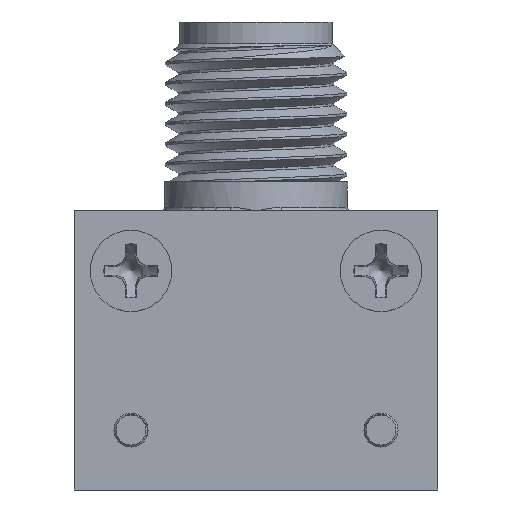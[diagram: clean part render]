
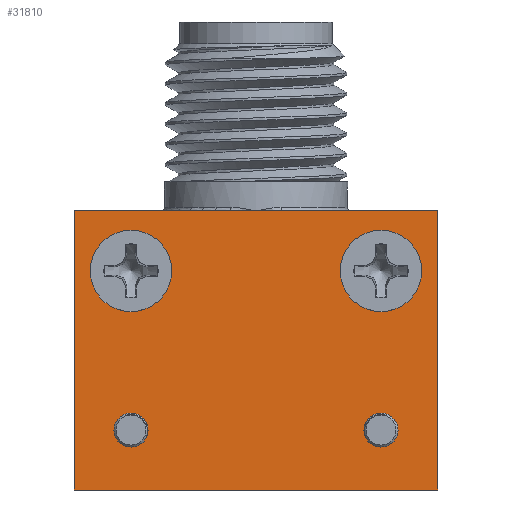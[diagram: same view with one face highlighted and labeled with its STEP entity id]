
A CAD part, front view. The second image highlights one B-rep face of the part: STEP entity #31810.
In plain terms, the highlighted planar face has unit normal (0, -1, 0).
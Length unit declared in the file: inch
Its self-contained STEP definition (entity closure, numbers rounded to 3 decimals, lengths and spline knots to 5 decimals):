
#65 = AXIS2_PLACEMENT_3D ( 'NONE', #22618, #30453, #28010 ) ;
#1420 = FACE_BOUND ( 'NONE', #10472, .T. ) ;
#2844 = AXIS2_PLACEMENT_3D ( 'NONE', #26261, #8899, #23949 ) ;
#3170 = EDGE_LOOP ( 'NONE', ( #19766 ) ) ;
#3181 = VECTOR ( 'NONE', #6283, 39.37008 ) ;
#3692 = VERTEX_POINT ( 'NONE', #22345 ) ;
#4052 = DIRECTION ( 'NONE',  ( 0., 1., 0. ) ) ;
#4260 = CARTESIAN_POINT ( 'NONE',  ( -0.172, -0.188, -0.53805 ) ) ;
#4363 = CARTESIAN_POINT ( 'NONE',  ( 0.172, -0.188, -0.53805 ) ) ;
#4578 = FACE_OUTER_BOUND ( 'NONE', #8761, .T. ) ;
#5047 = CIRCLE ( 'NONE', #22636, 0.056 ) ;
#6161 = DIRECTION ( 'NONE',  ( -1., 0., 0. ) ) ;
#6200 = CARTESIAN_POINT ( 'NONE',  ( 0.25, -0.188, -0.26 ) ) ;
#6283 = DIRECTION ( 'NONE',  ( 0., 0., 1. ) ) ;
#6357 = DIRECTION ( 'NONE',  ( -1., 0., 0. ) ) ;
#7661 = CARTESIAN_POINT ( 'NONE',  ( -0.25, -0.188, -0.26 ) ) ;
#7696 = EDGE_LOOP ( 'NONE', ( #25733 ) ) ;
#8026 = EDGE_CURVE ( 'NONE', #18650, #18540, #31136, .T. ) ;
#8167 = FACE_BOUND ( 'NONE', #3170, .T. ) ;
#8369 = DIRECTION ( 'NONE',  ( 0., 1., 0. ) ) ;
#8509 = VECTOR ( 'NONE', #6161, 39.37008 ) ;
#8761 = EDGE_LOOP ( 'NONE', ( #16334, #12307, #19771, #27295 ) ) ;
#8899 = DIRECTION ( 'NONE',  ( 0., 1., 0. ) ) ;
#9261 = CIRCLE ( 'NONE', #65, 0.056 ) ;
#9641 = EDGE_CURVE ( 'NONE', #16368, #18650, #21946, .T. ) ;
#10472 = EDGE_LOOP ( 'NONE', ( #26708 ) ) ;
#11286 = CARTESIAN_POINT ( 'NONE',  ( 0.25, -0.188, -0.644 ) ) ;
#11642 = ORIENTED_EDGE ( 'NONE', *, *, #21578, .T. ) ;
#11652 = CIRCLE ( 'NONE', #24568, 0.02345 ) ;
#11711 = VERTEX_POINT ( 'NONE', #4363 ) ;
#11754 = CARTESIAN_POINT ( 'NONE',  ( 0.172, -0.188, -0.5615 ) ) ;
#12307 = ORIENTED_EDGE ( 'NONE', *, *, #15402, .F. ) ;
#12886 = LINE ( 'NONE', #11286, #8509 ) ;
#13675 = EDGE_CURVE ( 'NONE', #3692, #3692, #5047, .T. ) ;
#14512 = EDGE_CURVE ( 'NONE', #20552, #18540, #29243, .T. ) ;
#15340 = AXIS2_PLACEMENT_3D ( 'NONE', #19075, #31270, #16189 ) ;
#15402 = EDGE_CURVE ( 'NONE', #16368, #20552, #12886, .T. ) ;
#15865 = DIRECTION ( 'NONE',  ( 0., 0., 1. ) ) ;
#16189 = DIRECTION ( 'NONE',  ( 0., 0., 1. ) ) ;
#16334 = ORIENTED_EDGE ( 'NONE', *, *, #14512, .F. ) ;
#16368 = VERTEX_POINT ( 'NONE', #24009 ) ;
#17687 = VERTEX_POINT ( 'NONE', #22453 ) ;
#17859 = DIRECTION ( 'NONE',  ( 0., 0., 1. ) ) ;
#18197 = FACE_BOUND ( 'NONE', #7696, .T. ) ;
#18281 = EDGE_CURVE ( 'NONE', #17687, #17687, #9261, .T. ) ;
#18540 = VERTEX_POINT ( 'NONE', #26243 ) ;
#18650 = VERTEX_POINT ( 'NONE', #6200 ) ;
#18882 = CARTESIAN_POINT ( 'NONE',  ( 0.25, -0.188, -0.26 ) ) ;
#19030 = CARTESIAN_POINT ( 'NONE',  ( 0.25, -0.188, -0.26 ) ) ;
#19075 = CARTESIAN_POINT ( 'NONE',  ( -0.172, -0.188, -0.5615 ) ) ;
#19766 = ORIENTED_EDGE ( 'NONE', *, *, #13675, .T. ) ;
#19771 = ORIENTED_EDGE ( 'NONE', *, *, #9641, .T. ) ;
#20552 = VERTEX_POINT ( 'NONE', #32869 ) ;
#21106 = CARTESIAN_POINT ( 'NONE',  ( -0.172, -0.188, -0.3425 ) ) ;
#21408 = PLANE ( 'NONE',  #2844 ) ;
#21578 = EDGE_CURVE ( 'NONE', #31962, #31962, #25420, .T. ) ;
#21946 = LINE ( 'NONE', #19030, #3181 ) ;
#22345 = CARTESIAN_POINT ( 'NONE',  ( -0.172, -0.188, -0.2865 ) ) ;
#22453 = CARTESIAN_POINT ( 'NONE',  ( 0.172, -0.188, -0.2865 ) ) ;
#22618 = CARTESIAN_POINT ( 'NONE',  ( 0.172, -0.188, -0.3425 ) ) ;
#22636 = AXIS2_PLACEMENT_3D ( 'NONE', #21106, #8369, #15865 ) ;
#22916 = VECTOR ( 'NONE', #17859, 39.37008 ) ;
#23949 = DIRECTION ( 'NONE',  ( 0., 0., -1. ) ) ;
#24009 = CARTESIAN_POINT ( 'NONE',  ( 0.25, -0.188, -0.644 ) ) ;
#24401 = VECTOR ( 'NONE', #6357, 39.37008 ) ;
#24568 = AXIS2_PLACEMENT_3D ( 'NONE', #11754, #4052, #32093 ) ;
#24922 = FACE_BOUND ( 'NONE', #25578, .T. ) ;
#25420 = CIRCLE ( 'NONE', #15340, 0.02345 ) ;
#25578 = EDGE_LOOP ( 'NONE', ( #11642 ) ) ;
#25733 = ORIENTED_EDGE ( 'NONE', *, *, #28636, .T. ) ;
#26243 = CARTESIAN_POINT ( 'NONE',  ( -0.25, -0.188, -0.26 ) ) ;
#26261 = CARTESIAN_POINT ( 'NONE',  ( 0.25, -0.188, -0.26 ) ) ;
#26708 = ORIENTED_EDGE ( 'NONE', *, *, #18281, .T. ) ;
#27295 = ORIENTED_EDGE ( 'NONE', *, *, #8026, .T. ) ;
#28010 = DIRECTION ( 'NONE',  ( 0., 0., 1. ) ) ;
#28636 = EDGE_CURVE ( 'NONE', #11711, #11711, #11652, .T. ) ;
#29243 = LINE ( 'NONE', #7661, #22916 ) ;
#30453 = DIRECTION ( 'NONE',  ( 0., 1., 0. ) ) ;
#31136 = LINE ( 'NONE', #18882, #24401 ) ;
#31270 = DIRECTION ( 'NONE',  ( 0., 1., 0. ) ) ;
#31810 = ADVANCED_FACE ( 'NONE', ( #24922, #18197, #8167, #1420, #4578 ), #21408, .F. ) ;
#31962 = VERTEX_POINT ( 'NONE', #4260 ) ;
#32093 = DIRECTION ( 'NONE',  ( 0., 0., 1. ) ) ;
#32869 = CARTESIAN_POINT ( 'NONE',  ( -0.25, -0.188, -0.644 ) ) ;
